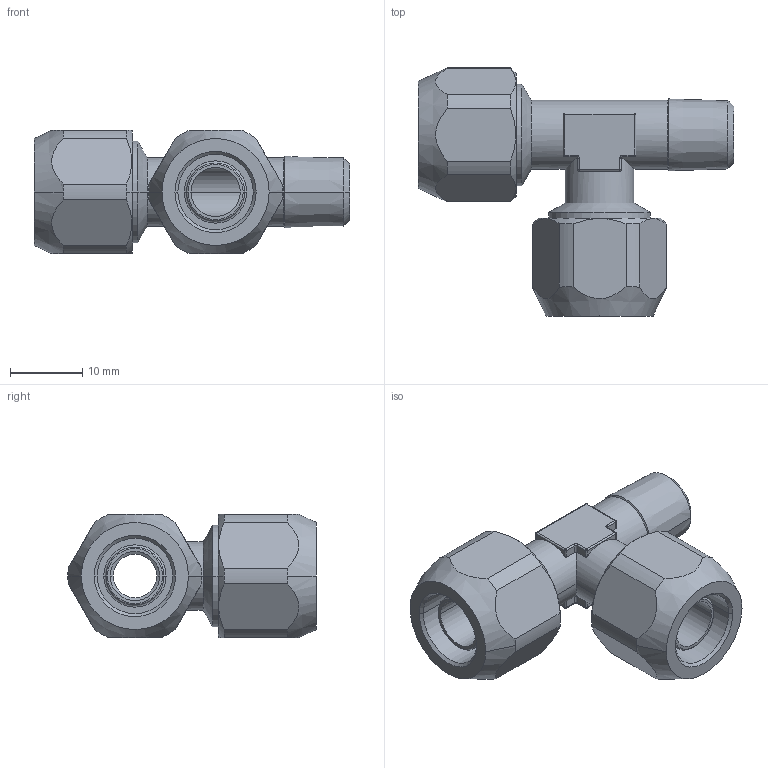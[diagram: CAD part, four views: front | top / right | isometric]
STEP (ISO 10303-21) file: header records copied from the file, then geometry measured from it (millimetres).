
FILE_DESCRIPTION(( 'CX.19.10.18.stp' ), '1');
FILE_NAME( 'CX.19.10.18.stp', '2018-08-24T14:34:42',( 'Sopra'),('sopra-pneumatic.com'), 'SwSTEP 2.0','SolidWorks 2009','' );
FILE_SCHEMA(('CONFIG_CONTROL_DESIGN'));
Length unit declared in the file: millimetre
Products named in the file (1): 361729B_142X4-10-8-1-8K
Bounding box: 43.5 x 34.25 x 17 mm (x, y, z)
Volume: 6448.4 mm3; surface area: 5343.7 mm2
Topology: 1 solids, 1 shells, 155 faces, 366 edges, 218 vertices
Faces by surface type: cylinder 66, plane 39, cone 26, sphere 12, torus 12
Entity records: 4668 total; most frequent: CARTESIAN_POINT 1043, DIRECTION 790, ORIENTED_EDGE 732, EDGE_CURVE 366, AXIS2_PLACEMENT_3D 321, VERTEX_POINT 218, CIRCLE 166, EDGE_LOOP 164
